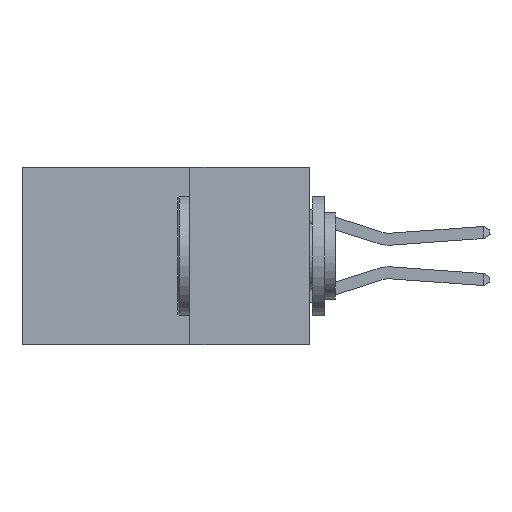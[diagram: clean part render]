
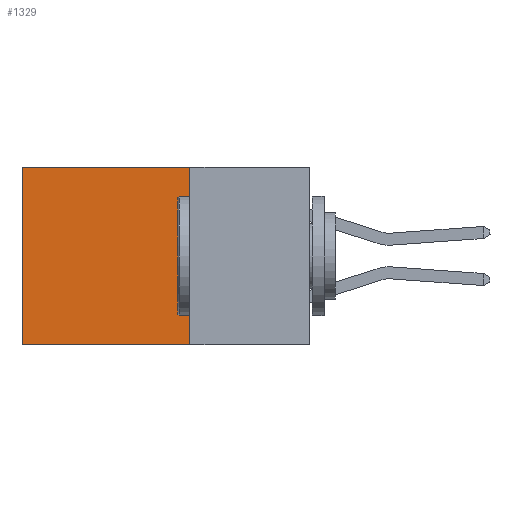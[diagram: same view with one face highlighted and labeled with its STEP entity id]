
A CAD part, left-side view. The second image highlights one B-rep face of the part: STEP entity #1329.
In plain terms, the highlighted planar face has unit normal (-1, 0, 0).
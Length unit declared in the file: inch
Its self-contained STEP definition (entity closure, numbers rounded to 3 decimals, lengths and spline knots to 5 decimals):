
#119 = VERTEX_POINT ( 'NONE', #15888 ) ;
#630 = EDGE_CURVE ( 'NONE', #10115, #9225, #2104, .T. ) ;
#1115 = PLANE ( 'NONE',  #6254 ) ;
#1217 = VECTOR ( 'NONE', #8956, 39.37008 ) ;
#1244 = LINE ( 'NONE', #7595, #1217 ) ;
#1329 = ADVANCED_FACE ( 'NONE', ( #15523 ), #1115, .F. ) ;
#2104 = LINE ( 'NONE', #6399, #9529 ) ;
#2344 = VECTOR ( 'NONE', #13904, 39.37008 ) ;
#2569 = VERTEX_POINT ( 'NONE', #4811 ) ;
#2826 = CARTESIAN_POINT ( 'NONE',  ( 0.2615, 0.25, 0. ) ) ;
#3571 = DIRECTION ( 'NONE',  ( 0., 0., -1. ) ) ;
#4791 = DIRECTION ( 'NONE',  ( 0., 0., -1. ) ) ;
#4811 = CARTESIAN_POINT ( 'NONE',  ( 0.2615, 0.25, 0. ) ) ;
#4949 = CARTESIAN_POINT ( 'NONE',  ( 0.2615, 0.6, 0. ) ) ;
#6254 = AXIS2_PLACEMENT_3D ( 'NONE', #13254, #15315, #14809 ) ;
#6399 = CARTESIAN_POINT ( 'NONE',  ( 0.2615, 0.6, -0.37 ) ) ;
#7280 = EDGE_CURVE ( 'NONE', #2569, #10115, #18479, .T. ) ;
#7595 = CARTESIAN_POINT ( 'NONE',  ( 0.2615, 0.25, -0.37 ) ) ;
#7711 = CARTESIAN_POINT ( 'NONE',  ( 0.2615, 0.6, -0.37 ) ) ;
#7713 = LINE ( 'NONE', #14085, #12894 ) ;
#7771 = EDGE_LOOP ( 'NONE', ( #19153, #12853, #15546, #18891 ) ) ;
#8956 = DIRECTION ( 'NONE',  ( 0., 1., 0. ) ) ;
#9225 = VERTEX_POINT ( 'NONE', #7711 ) ;
#9529 = VECTOR ( 'NONE', #3571, 39.37008 ) ;
#10115 = VERTEX_POINT ( 'NONE', #4949 ) ;
#12853 = ORIENTED_EDGE ( 'NONE', *, *, #16566, .F. ) ;
#12894 = VECTOR ( 'NONE', #4791, 39.37008 ) ;
#13254 = CARTESIAN_POINT ( 'NONE',  ( 0.2615, 0.25, -0.37 ) ) ;
#13904 = DIRECTION ( 'NONE',  ( 0., 1., 0. ) ) ;
#14085 = CARTESIAN_POINT ( 'NONE',  ( 0.2615, 0.25, -0.37 ) ) ;
#14809 = DIRECTION ( 'NONE',  ( 0., 0., -1. ) ) ;
#15315 = DIRECTION ( 'NONE',  ( 1., 0., 0. ) ) ;
#15523 = FACE_OUTER_BOUND ( 'NONE', #7771, .T. ) ;
#15546 = ORIENTED_EDGE ( 'NONE', *, *, #19325, .F. ) ;
#15888 = CARTESIAN_POINT ( 'NONE',  ( 0.2615, 0.25, -0.37 ) ) ;
#16566 = EDGE_CURVE ( 'NONE', #119, #9225, #1244, .T. ) ;
#18479 = LINE ( 'NONE', #2826, #2344 ) ;
#18891 = ORIENTED_EDGE ( 'NONE', *, *, #7280, .T. ) ;
#19153 = ORIENTED_EDGE ( 'NONE', *, *, #630, .T. ) ;
#19325 = EDGE_CURVE ( 'NONE', #2569, #119, #7713, .T. ) ;
